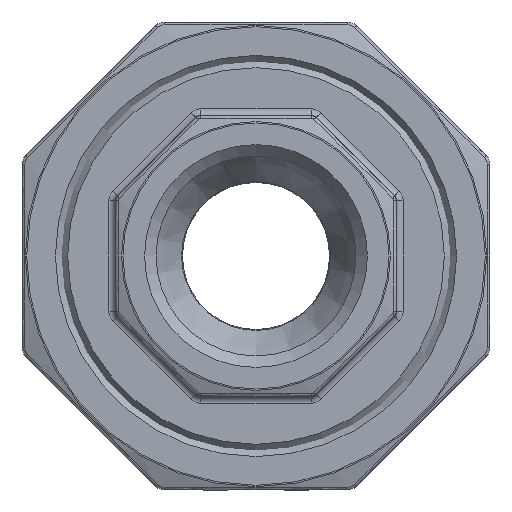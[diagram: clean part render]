
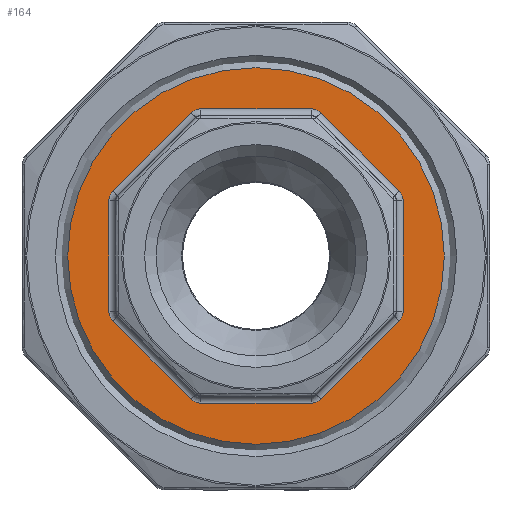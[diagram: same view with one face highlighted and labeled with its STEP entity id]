
A CAD part, left-side view. The second image highlights one B-rep face of the part: STEP entity #164.
In plain terms, the highlighted planar face has unit normal (-1, 0, 0).
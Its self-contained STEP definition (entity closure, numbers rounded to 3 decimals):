
#110 = VERTEX_POINT ( 'NONE', #16297 ) ;
#164 = ADVANCED_FACE ( 'NONE', ( #15161, #11792 ), #6631, .T. ) ;
#192 = ORIENTED_EDGE ( 'NONE', *, *, #6303, .T. ) ;
#355 = AXIS2_PLACEMENT_3D ( 'NONE', #15680, #2143, #15790 ) ;
#361 = CIRCLE ( 'NONE', #2102, 1. ) ;
#450 = CARTESIAN_POINT ( 'NONE',  ( -9., -0.738, 14.818 ) ) ;
#871 = VERTEX_POINT ( 'NONE', #14298 ) ;
#1094 = CARTESIAN_POINT ( 'NONE',  ( -9., -11., 4.142 ) ) ;
#1275 = CARTESIAN_POINT ( 'NONE',  ( -9., 14.818, 0.738 ) ) ;
#1279 = ORIENTED_EDGE ( 'NONE', *, *, #17837, .T. ) ;
#1335 = DIRECTION ( 'NONE',  ( 0., -1., 0. ) ) ;
#1659 = DIRECTION ( 'NONE',  ( 1., 0., 0. ) ) ;
#1879 = DIRECTION ( 'NONE',  ( 0., -0.707, -0.707 ) ) ;
#1908 = VERTEX_POINT ( 'NONE', #5220 ) ;
#1980 = VECTOR ( 'NONE', #15561, 1000. ) ;
#1985 = CARTESIAN_POINT ( 'NONE',  ( -9., -4.849, 10.707 ) ) ;
#2102 = AXIS2_PLACEMENT_3D ( 'NONE', #18928, #18828, #4031 ) ;
#2113 = DIRECTION ( 'NONE',  ( 0., -1., 0. ) ) ;
#2143 = DIRECTION ( 'NONE',  ( -1., 0., 0. ) ) ;
#2259 = AXIS2_PLACEMENT_3D ( 'NONE', #10090, #16763, #1335 ) ;
#2362 = CIRCLE ( 'NONE', #3055, 14.08 ) ;
#2696 = EDGE_LOOP ( 'NONE', ( #6124 ) ) ;
#2701 = CARTESIAN_POINT ( 'NONE',  ( -9., 14.08, 11. ) ) ;
#2784 = VERTEX_POINT ( 'NONE', #19989 ) ;
#3055 = AXIS2_PLACEMENT_3D ( 'NONE', #11838, #1659, #18509 ) ;
#3292 = CIRCLE ( 'NONE', #2259, 1. ) ;
#3662 = CARTESIAN_POINT ( 'NONE',  ( -9., -11., 0. ) ) ;
#3713 = CARTESIAN_POINT ( 'NONE',  ( -9., -4.849, -10.707 ) ) ;
#3963 = VECTOR ( 'NONE', #18794, 1000. ) ;
#4031 = DIRECTION ( 'NONE',  ( 0., -1., 0. ) ) ;
#4091 = DIRECTION ( 'NONE',  ( 0., -1., 0. ) ) ;
#4198 = EDGE_CURVE ( 'NONE', #4359, #4359, #2362, .T. ) ;
#4216 = CARTESIAN_POINT ( 'NONE',  ( -9., -4.142, -10. ) ) ;
#4320 = VECTOR ( 'NONE', #1879, 1000. ) ;
#4359 = VERTEX_POINT ( 'NONE', #12344 ) ;
#4471 = DIRECTION ( 'NONE',  ( 0., 1., 0. ) ) ;
#4483 = LINE ( 'NONE', #19670, #11014 ) ;
#4529 = VERTEX_POINT ( 'NONE', #15890 ) ;
#4543 = VECTOR ( 'NONE', #12306, 1000. ) ;
#4681 = DIRECTION ( 'NONE',  ( 0., 0., 1. ) ) ;
#4900 = CIRCLE ( 'NONE', #19208, 1. ) ;
#4996 = EDGE_CURVE ( 'NONE', #9256, #11418, #4483, .T. ) ;
#5220 = CARTESIAN_POINT ( 'NONE',  ( -9., 10.707, -4.849 ) ) ;
#5610 = VERTEX_POINT ( 'NONE', #3713 ) ;
#5641 = LINE ( 'NONE', #3662, #4543 ) ;
#5859 = AXIS2_PLACEMENT_3D ( 'NONE', #9199, #18851, #2113 ) ;
#5891 = EDGE_CURVE ( 'NONE', #8945, #16870, #18905, .T. ) ;
#5915 = CARTESIAN_POINT ( 'NONE',  ( -9., 4.849, -10.707 ) ) ;
#6076 = AXIS2_PLACEMENT_3D ( 'NONE', #4216, #16024, #17584 ) ;
#6124 = ORIENTED_EDGE ( 'NONE', *, *, #4198, .F. ) ;
#6303 = EDGE_CURVE ( 'NONE', #16621, #19619, #8761, .T. ) ;
#6631 = PLANE ( 'NONE',  #355 ) ;
#6766 = DIRECTION ( 'NONE',  ( 0., -1., 0. ) ) ;
#7039 = CARTESIAN_POINT ( 'NONE',  ( -9., 14.818, -0.738 ) ) ;
#7075 = DIRECTION ( 'NONE',  ( 0., -1., 0. ) ) ;
#7239 = ORIENTED_EDGE ( 'NONE', *, *, #5891, .T. ) ;
#7546 = CIRCLE ( 'NONE', #16998, 1. ) ;
#7620 = VERTEX_POINT ( 'NONE', #5915 ) ;
#8127 = VERTEX_POINT ( 'NONE', #18141 ) ;
#8297 = VECTOR ( 'NONE', #15924, 1000. ) ;
#8359 = ORIENTED_EDGE ( 'NONE', *, *, #18637, .T. ) ;
#8514 = CARTESIAN_POINT ( 'NONE',  ( -9., -10.707, 4.849 ) ) ;
#8704 = ORIENTED_EDGE ( 'NONE', *, *, #11369, .T. ) ;
#8713 = ORIENTED_EDGE ( 'NONE', *, *, #14414, .T. ) ;
#8719 = EDGE_CURVE ( 'NONE', #19619, #16710, #7546, .T. ) ;
#8761 = LINE ( 'NONE', #450, #4320 ) ;
#8828 = VECTOR ( 'NONE', #9373, 1000. ) ;
#8945 = VERTEX_POINT ( 'NONE', #20524 ) ;
#9044 = DIRECTION ( 'NONE',  ( 1., 0., 0. ) ) ;
#9199 = CARTESIAN_POINT ( 'NONE',  ( -9., -4.142, 10. ) ) ;
#9256 = VERTEX_POINT ( 'NONE', #16918 ) ;
#9373 = DIRECTION ( 'NONE',  ( 0., -1., 0. ) ) ;
#9485 = EDGE_LOOP ( 'NONE', ( #15346, #8359, #16059, #13647, #7239, #17226, #192, #11645, #16732, #10341, #8704, #17718, #15445, #16712, #1279, #8713 ) ) ;
#9592 = LINE ( 'NONE', #14848, #12162 ) ;
#9744 = DIRECTION ( 'NONE',  ( 1., 0., 0. ) ) ;
#9855 = EDGE_CURVE ( 'NONE', #110, #8127, #21070, .T. ) ;
#10090 = CARTESIAN_POINT ( 'NONE',  ( -9., -10., -4.142 ) ) ;
#10276 = CARTESIAN_POINT ( 'NONE',  ( -9., -10., 4.142 ) ) ;
#10341 = ORIENTED_EDGE ( 'NONE', *, *, #10445, .T. ) ;
#10370 = CARTESIAN_POINT ( 'NONE',  ( -9., 10., 4.142 ) ) ;
#10445 = EDGE_CURVE ( 'NONE', #4529, #2784, #3292, .T. ) ;
#10776 = AXIS2_PLACEMENT_3D ( 'NONE', #11609, #9744, #14892 ) ;
#11014 = VECTOR ( 'NONE', #4681, 1000. ) ;
#11369 = EDGE_CURVE ( 'NONE', #2784, #5610, #18993, .T. ) ;
#11418 = VERTEX_POINT ( 'NONE', #17906 ) ;
#11438 = AXIS2_PLACEMENT_3D ( 'NONE', #10370, #9044, #7075 ) ;
#11609 = CARTESIAN_POINT ( 'NONE',  ( -9., 4.142, 10. ) ) ;
#11645 = ORIENTED_EDGE ( 'NONE', *, *, #8719, .T. ) ;
#11792 = FACE_OUTER_BOUND ( 'NONE', #2696, .T. ) ;
#11838 = CARTESIAN_POINT ( 'NONE',  ( -9., 0., 0. ) ) ;
#11916 = CARTESIAN_POINT ( 'NONE',  ( -9., 4.142, -11. ) ) ;
#12162 = VECTOR ( 'NONE', #4471, 1000. ) ;
#12289 = LINE ( 'NONE', #7039, #1980 ) ;
#12306 = DIRECTION ( 'NONE',  ( 0., 0., -1. ) ) ;
#12344 = CARTESIAN_POINT ( 'NONE',  ( -9., 14.08, 0. ) ) ;
#12407 = CARTESIAN_POINT ( 'NONE',  ( -9., 10., -4.142 ) ) ;
#12831 = CIRCLE ( 'NONE', #11438, 1. ) ;
#12929 = CIRCLE ( 'NONE', #10776, 1. ) ;
#13392 = EDGE_CURVE ( 'NONE', #16870, #16621, #14252, .T. ) ;
#13523 = EDGE_CURVE ( 'NONE', #8127, #8945, #12929, .T. ) ;
#13647 = ORIENTED_EDGE ( 'NONE', *, *, #13523, .T. ) ;
#14252 = CIRCLE ( 'NONE', #5859, 1. ) ;
#14298 = CARTESIAN_POINT ( 'NONE',  ( -9., -4.142, -11. ) ) ;
#14414 = EDGE_CURVE ( 'NONE', #1908, #9256, #4900, .T. ) ;
#14460 = CIRCLE ( 'NONE', #6076, 1. ) ;
#14627 = EDGE_CURVE ( 'NONE', #18671, #7620, #361, .T. ) ;
#14848 = CARTESIAN_POINT ( 'NONE',  ( -9., 14.08, -11. ) ) ;
#14892 = DIRECTION ( 'NONE',  ( 0., -1., 0. ) ) ;
#15161 = FACE_BOUND ( 'NONE', #9485, .T. ) ;
#15346 = ORIENTED_EDGE ( 'NONE', *, *, #4996, .T. ) ;
#15445 = ORIENTED_EDGE ( 'NONE', *, *, #20440, .T. ) ;
#15561 = DIRECTION ( 'NONE',  ( 0., 0.707, 0.707 ) ) ;
#15680 = CARTESIAN_POINT ( 'NONE',  ( -9., 14.08, 0. ) ) ;
#15790 = DIRECTION ( 'NONE',  ( 0., -1., 0. ) ) ;
#15890 = CARTESIAN_POINT ( 'NONE',  ( -9., -11., -4.142 ) ) ;
#15924 = DIRECTION ( 'NONE',  ( 0., -0.707, 0.707 ) ) ;
#16024 = DIRECTION ( 'NONE',  ( 1., 0., 0. ) ) ;
#16059 = ORIENTED_EDGE ( 'NONE', *, *, #9855, .T. ) ;
#16077 = EDGE_CURVE ( 'NONE', #16710, #4529, #5641, .T. ) ;
#16193 = EDGE_CURVE ( 'NONE', #5610, #871, #14460, .T. ) ;
#16297 = CARTESIAN_POINT ( 'NONE',  ( -9., 10.707, 4.849 ) ) ;
#16621 = VERTEX_POINT ( 'NONE', #1985 ) ;
#16710 = VERTEX_POINT ( 'NONE', #1094 ) ;
#16712 = ORIENTED_EDGE ( 'NONE', *, *, #14627, .T. ) ;
#16732 = ORIENTED_EDGE ( 'NONE', *, *, #16077, .T. ) ;
#16763 = DIRECTION ( 'NONE',  ( 1., 0., 0. ) ) ;
#16870 = VERTEX_POINT ( 'NONE', #17283 ) ;
#16918 = CARTESIAN_POINT ( 'NONE',  ( -9., 11., -4.142 ) ) ;
#16998 = AXIS2_PLACEMENT_3D ( 'NONE', #10276, #18408, #6766 ) ;
#17226 = ORIENTED_EDGE ( 'NONE', *, *, #13392, .T. ) ;
#17283 = CARTESIAN_POINT ( 'NONE',  ( -9., -4.142, 11. ) ) ;
#17584 = DIRECTION ( 'NONE',  ( 0., -1., 0. ) ) ;
#17718 = ORIENTED_EDGE ( 'NONE', *, *, #16193, .T. ) ;
#17837 = EDGE_CURVE ( 'NONE', #7620, #1908, #12289, .T. ) ;
#17906 = CARTESIAN_POINT ( 'NONE',  ( -9., 11., 4.142 ) ) ;
#18141 = CARTESIAN_POINT ( 'NONE',  ( -9., 4.849, 10.707 ) ) ;
#18408 = DIRECTION ( 'NONE',  ( 1., 0., 0. ) ) ;
#18509 = DIRECTION ( 'NONE',  ( 0., 1., 0. ) ) ;
#18637 = EDGE_CURVE ( 'NONE', #11418, #110, #12831, .T. ) ;
#18671 = VERTEX_POINT ( 'NONE', #11916 ) ;
#18794 = DIRECTION ( 'NONE',  ( 0., 0.707, -0.707 ) ) ;
#18828 = DIRECTION ( 'NONE',  ( 1., 0., 0. ) ) ;
#18851 = DIRECTION ( 'NONE',  ( 1., 0., 0. ) ) ;
#18892 = CARTESIAN_POINT ( 'NONE',  ( -9., -0.738, -14.818 ) ) ;
#18905 = LINE ( 'NONE', #2701, #8828 ) ;
#18928 = CARTESIAN_POINT ( 'NONE',  ( -9., 4.142, -10. ) ) ;
#18993 = LINE ( 'NONE', #18892, #3963 ) ;
#19083 = DIRECTION ( 'NONE',  ( 1., 0., 0. ) ) ;
#19208 = AXIS2_PLACEMENT_3D ( 'NONE', #12407, #19083, #4091 ) ;
#19619 = VERTEX_POINT ( 'NONE', #8514 ) ;
#19670 = CARTESIAN_POINT ( 'NONE',  ( -9., 11., 0. ) ) ;
#19989 = CARTESIAN_POINT ( 'NONE',  ( -9., -10.707, -4.849 ) ) ;
#20440 = EDGE_CURVE ( 'NONE', #871, #18671, #9592, .T. ) ;
#20524 = CARTESIAN_POINT ( 'NONE',  ( -9., 4.142, 11. ) ) ;
#21070 = LINE ( 'NONE', #1275, #8297 ) ;
